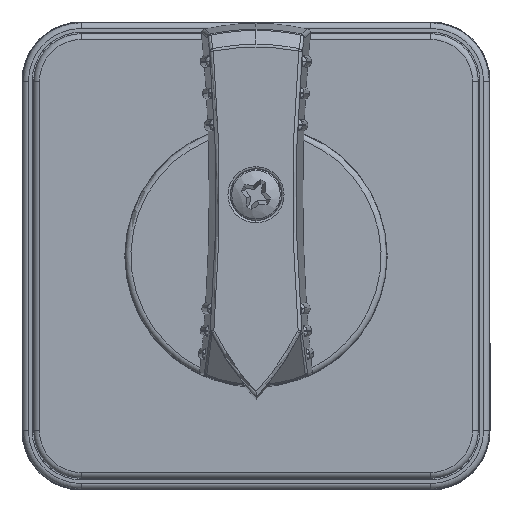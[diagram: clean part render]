
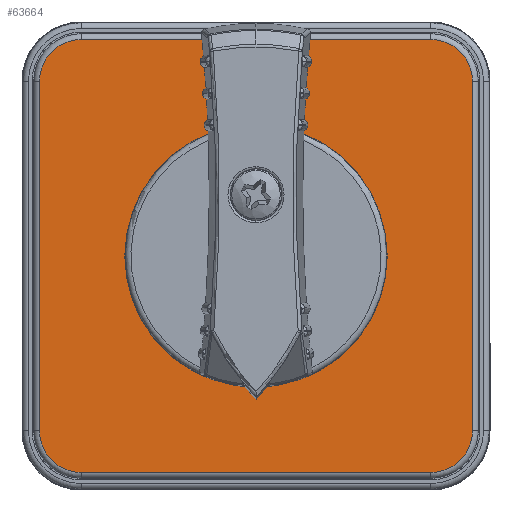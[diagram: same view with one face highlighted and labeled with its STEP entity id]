
A CAD part, front view. The second image highlights one B-rep face of the part: STEP entity #63664.
In plain terms, the highlighted planar face has unit normal (0, -1, 0).
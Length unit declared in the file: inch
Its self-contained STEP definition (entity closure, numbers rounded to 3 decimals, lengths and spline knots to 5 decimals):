
#5013 = VERTEX_POINT ( 'NONE', #44046 ) ;
#5245 = ORIENTED_EDGE ( 'NONE', *, *, #42285, .F. ) ;
#5371 = AXIS2_PLACEMENT_3D ( 'NONE', #6682, #12899, #34282 ) ;
#6682 = CARTESIAN_POINT ( 'NONE',  ( 0., -0.8189, 0. ) ) ;
#7430 = EDGE_LOOP ( 'NONE', ( #50387, #21011 ) ) ;
#8320 = ORIENTED_EDGE ( 'NONE', *, *, #65512, .F. ) ;
#8522 = CARTESIAN_POINT ( 'NONE',  ( 0.94488, -0.8189, 0.94488 ) ) ;
#9934 = CARTESIAN_POINT ( 'NONE',  ( 0., -0.8189, -0.4626 ) ) ;
#10372 = CARTESIAN_POINT ( 'NONE',  ( 0.94488, -0.8189, -0.94488 ) ) ;
#11383 = ORIENTED_EDGE ( 'NONE', *, *, #86808, .F. ) ;
#12111 = CARTESIAN_POINT ( 'NONE',  ( 0.94488, -0.8189, -1.16929 ) ) ;
#12899 = DIRECTION ( 'NONE',  ( 0., 1., 0. ) ) ;
#14009 = VERTEX_POINT ( 'NONE', #61664 ) ;
#14845 = VERTEX_POINT ( 'NONE', #15137 ) ;
#15137 = CARTESIAN_POINT ( 'NONE',  ( -0.94488, -0.8189, -1.16929 ) ) ;
#15816 = CIRCLE ( 'NONE', #68970, 0.22441 ) ;
#18329 = DIRECTION ( 'NONE',  ( 0., 1., 0. ) ) ;
#19779 = DIRECTION ( 'NONE',  ( 0., 1., 0. ) ) ;
#19861 = AXIS2_PLACEMENT_3D ( 'NONE', #20941, #54414, #41900 ) ;
#20941 = CARTESIAN_POINT ( 'NONE',  ( -0.94488, -0.8189, 0.94488 ) ) ;
#21011 = ORIENTED_EDGE ( 'NONE', *, *, #88671, .T. ) ;
#22004 = CARTESIAN_POINT ( 'NONE',  ( -1.16929, -0.8189, 0.94488 ) ) ;
#23653 = CARTESIAN_POINT ( 'NONE',  ( 0.94488, -0.8189, 1.16929 ) ) ;
#26427 = LINE ( 'NONE', #70156, #63636 ) ;
#27551 = FACE_BOUND ( 'NONE', #7430, .T. ) ;
#28684 = LINE ( 'NONE', #22004, #55853 ) ;
#31091 = DIRECTION ( 'NONE',  ( 0., 0., -1. ) ) ;
#33078 = DIRECTION ( 'NONE',  ( 1., 0., 0. ) ) ;
#34143 = LINE ( 'NONE', #85024, #68906 ) ;
#34282 = DIRECTION ( 'NONE',  ( 0., 0., -1. ) ) ;
#34688 = FACE_OUTER_BOUND ( 'NONE', #88504, .T. ) ;
#36912 = ORIENTED_EDGE ( 'NONE', *, *, #75060, .F. ) ;
#37499 = DIRECTION ( 'NONE',  ( 0., -1., 0. ) ) ;
#40277 = DIRECTION ( 'NONE',  ( 0., 0., -1. ) ) ;
#40285 = DIRECTION ( 'NONE',  ( 1., 0., 0. ) ) ;
#40540 = VERTEX_POINT ( 'NONE', #43054 ) ;
#40733 = CARTESIAN_POINT ( 'NONE',  ( 0., -0.8189, 0. ) ) ;
#40922 = AXIS2_PLACEMENT_3D ( 'NONE', #69285, #82604, #40285 ) ;
#41900 = DIRECTION ( 'NONE',  ( 0., 0., -1. ) ) ;
#42067 = VERTEX_POINT ( 'NONE', #77680 ) ;
#42285 = EDGE_CURVE ( 'NONE', #91986, #42067, #28684, .T. ) ;
#43054 = CARTESIAN_POINT ( 'NONE',  ( -0.94488, -0.8189, 1.16929 ) ) ;
#43276 = EDGE_CURVE ( 'NONE', #61756, #5013, #65113, .T. ) ;
#44046 = CARTESIAN_POINT ( 'NONE',  ( 0., -0.8189, 0.4626 ) ) ;
#45511 = CARTESIAN_POINT ( 'NONE',  ( -1.16929, -0.8189, -0.94488 ) ) ;
#45804 = ORIENTED_EDGE ( 'NONE', *, *, #79772, .F. ) ;
#46239 = DIRECTION ( 'NONE',  ( 0., 0., 1. ) ) ;
#46380 = CIRCLE ( 'NONE', #5371, 0.4626 ) ;
#48642 = VERTEX_POINT ( 'NONE', #12111 ) ;
#48783 = DIRECTION ( 'NONE',  ( -1., 0., 0. ) ) ;
#49099 = AXIS2_PLACEMENT_3D ( 'NONE', #8522, #37499, #66492 ) ;
#50297 = CIRCLE ( 'NONE', #19861, 0.22441 ) ;
#50387 = ORIENTED_EDGE ( 'NONE', *, *, #43276, .T. ) ;
#51467 = EDGE_CURVE ( 'NONE', #48642, #14845, #26427, .T. ) ;
#52716 = DIRECTION ( 'NONE',  ( 0., 0., -1. ) ) ;
#53397 = ORIENTED_EDGE ( 'NONE', *, *, #93956, .F. ) ;
#54130 = VERTEX_POINT ( 'NONE', #59061 ) ;
#54414 = DIRECTION ( 'NONE',  ( 0., 1., 0. ) ) ;
#55853 = VECTOR ( 'NONE', #46239, 39.37008 ) ;
#56041 = DIRECTION ( 'NONE',  ( 1., 0., 0. ) ) ;
#56583 = PLANE ( 'NONE',  #49099 ) ;
#59061 = CARTESIAN_POINT ( 'NONE',  ( 1.16929, -0.8189, -0.94488 ) ) ;
#59181 = LINE ( 'NONE', #59637, #77935 ) ;
#59637 = CARTESIAN_POINT ( 'NONE',  ( 1.16929, -0.8189, 0.94488 ) ) ;
#60226 = CARTESIAN_POINT ( 'NONE',  ( 0.94488, -0.8189, 0.94488 ) ) ;
#61664 = CARTESIAN_POINT ( 'NONE',  ( 1.16929, -0.8189, 0.94488 ) ) ;
#61756 = VERTEX_POINT ( 'NONE', #9934 ) ;
#62135 = AXIS2_PLACEMENT_3D ( 'NONE', #40733, #19779, #40277 ) ;
#63408 = CIRCLE ( 'NONE', #93741, 0.22441 ) ;
#63636 = VECTOR ( 'NONE', #48783, 39.37008 ) ;
#63664 = ADVANCED_FACE ( 'NONE', ( #34688, #27551 ), #56583, .T. ) ;
#65113 = CIRCLE ( 'NONE', #62135, 0.4626 ) ;
#65512 = EDGE_CURVE ( 'NONE', #70273, #14009, #15816, .T. ) ;
#66492 = DIRECTION ( 'NONE',  ( 0., 0., -1. ) ) ;
#68906 = VECTOR ( 'NONE', #56041, 39.37008 ) ;
#68970 = AXIS2_PLACEMENT_3D ( 'NONE', #60226, #18329, #33078 ) ;
#69285 = CARTESIAN_POINT ( 'NONE',  ( -0.94488, -0.8189, -0.94488 ) ) ;
#70156 = CARTESIAN_POINT ( 'NONE',  ( 0.94488, -0.8189, -1.16929 ) ) ;
#70273 = VERTEX_POINT ( 'NONE', #23653 ) ;
#75060 = EDGE_CURVE ( 'NONE', #54130, #48642, #63408, .T. ) ;
#77369 = CIRCLE ( 'NONE', #40922, 0.22441 ) ;
#77680 = CARTESIAN_POINT ( 'NONE',  ( -1.16929, -0.8189, 0.94488 ) ) ;
#77935 = VECTOR ( 'NONE', #31091, 39.37008 ) ;
#79772 = EDGE_CURVE ( 'NONE', #42067, #40540, #50297, .T. ) ;
#81686 = DIRECTION ( 'NONE',  ( 0., 1., 0. ) ) ;
#82604 = DIRECTION ( 'NONE',  ( 0., 1., 0. ) ) ;
#85024 = CARTESIAN_POINT ( 'NONE',  ( 0.94488, -0.8189, 1.16929 ) ) ;
#86195 = ORIENTED_EDGE ( 'NONE', *, *, #51467, .F. ) ;
#86808 = EDGE_CURVE ( 'NONE', #14009, #54130, #59181, .T. ) ;
#87410 = EDGE_CURVE ( 'NONE', #40540, #70273, #34143, .T. ) ;
#88504 = EDGE_LOOP ( 'NONE', ( #8320, #90747, #45804, #5245, #53397, #86195, #36912, #11383 ) ) ;
#88671 = EDGE_CURVE ( 'NONE', #5013, #61756, #46380, .T. ) ;
#90747 = ORIENTED_EDGE ( 'NONE', *, *, #87410, .F. ) ;
#91986 = VERTEX_POINT ( 'NONE', #45511 ) ;
#93741 = AXIS2_PLACEMENT_3D ( 'NONE', #10372, #81686, #52716 ) ;
#93956 = EDGE_CURVE ( 'NONE', #14845, #91986, #77369, .T. ) ;
